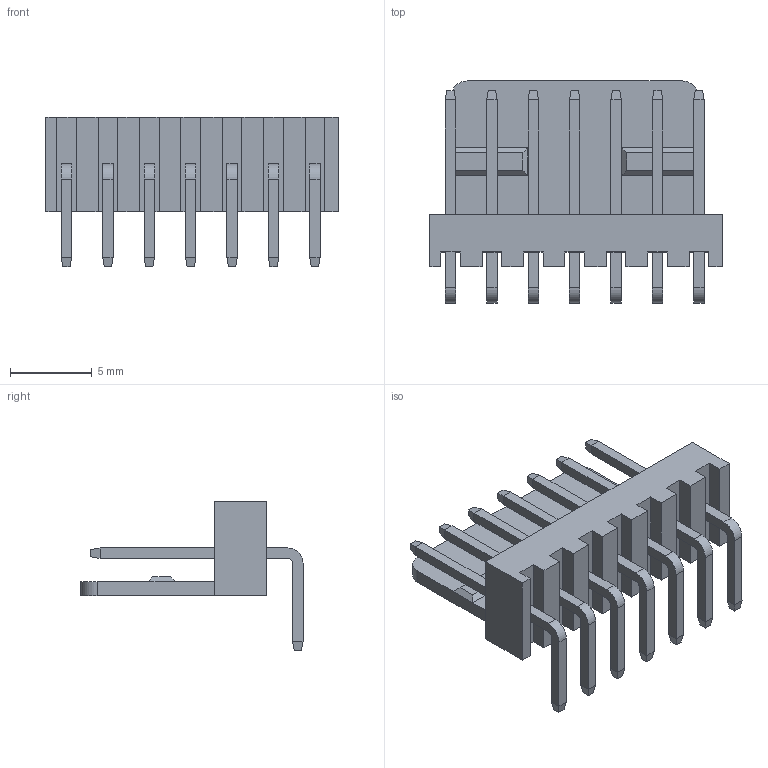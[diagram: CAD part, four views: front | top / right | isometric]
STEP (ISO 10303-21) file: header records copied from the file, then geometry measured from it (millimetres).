
FILE_DESCRIPTION (( 'STEP AP203' ), '1' );
FILE_NAME ('11634, SWR25X-NRTC-S07-RB-BA.STEP', '2015-05-20T02:59:24', ( '' ), ( '' ), 'SwSTEP 2.0', 'SolidWorks 2012', '' );
FILE_SCHEMA (( 'CONFIG_CONTROL_DESIGN' ));
Length unit declared in the file: millimetre
Products named in the file (1): 11634, SWR25X-NRTC-S07-RB-BA
Bounding box: 17.94 x 13.62 x 9.2 mm (x, y, z)
Volume: 444.9 mm3; surface area: 991.3 mm2
Topology: 3 solids, 3 shells, 232 faces, 560 edges, 344 vertices
Faces by surface type: plane 216, cylinder 16
Entity records: 6613 total; most frequent: CARTESIAN_POINT 1137, ORIENTED_EDGE 1120, DIRECTION 1058, EDGE_CURVE 560, LINE 528, VECTOR 528, VERTEX_POINT 344, AXIS2_PLACEMENT_3D 265
